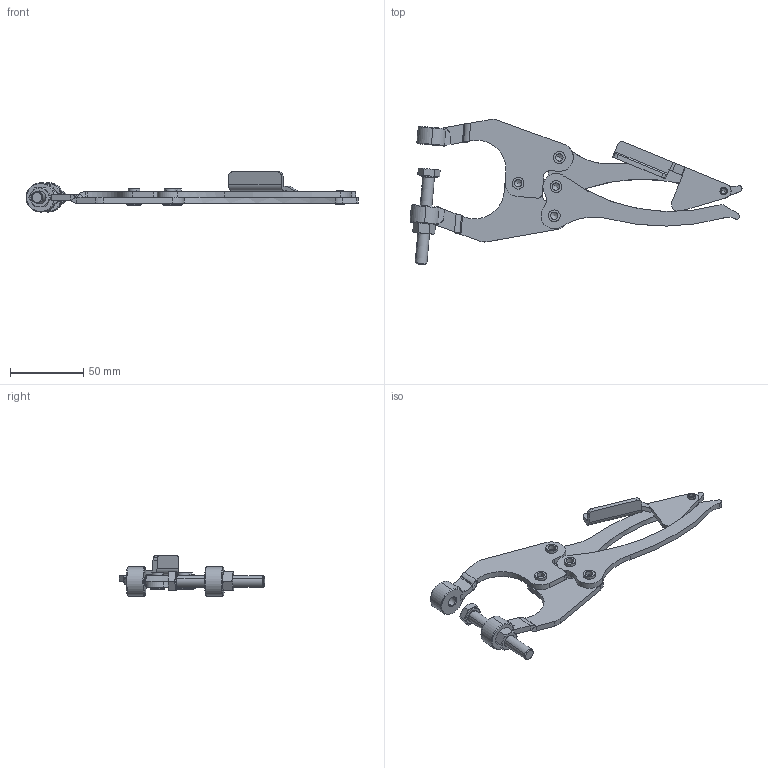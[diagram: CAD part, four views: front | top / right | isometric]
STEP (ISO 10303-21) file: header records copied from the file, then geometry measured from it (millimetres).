
FILE_DESCRIPTION((''),'2;1');
FILE_NAME('522.stp','2005-09-01T12:00:19',('CAD'),(''),'Autodesk Inventor 8','Autodesk Inventor 8','');
FILE_SCHEMA(('AUTOMOTIVE_DESIGN { 1 0 10303 214 1 1 1 1 }'));
Length unit declared in the file: millimetre
Products named in the file (1): Part61
Bounding box: 226.75 x 99.23 x 27.42 mm (x, y, z)
Volume: 49399.5 mm3; surface area: 26954.5 mm2
Topology: 1 solids, 2 shells, 283 faces, 730 edges, 455 vertices
Faces by surface type: plane 103, cylinder 88, cone 46, bspline 36, torus 10
Entity records: 9810 total; most frequent: CARTESIAN_POINT 2988, DIRECTION 1455, ORIENTED_EDGE 1442, EDGE_CURVE 721, AXIS2_PLACEMENT_3D 554, VERTEX_POINT 455, VECTOR 347, LINE 347
